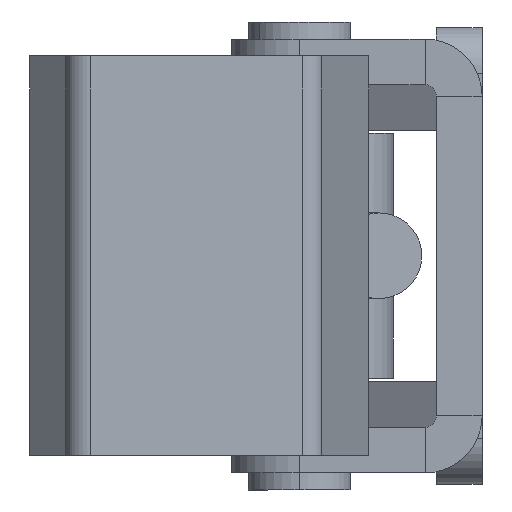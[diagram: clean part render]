
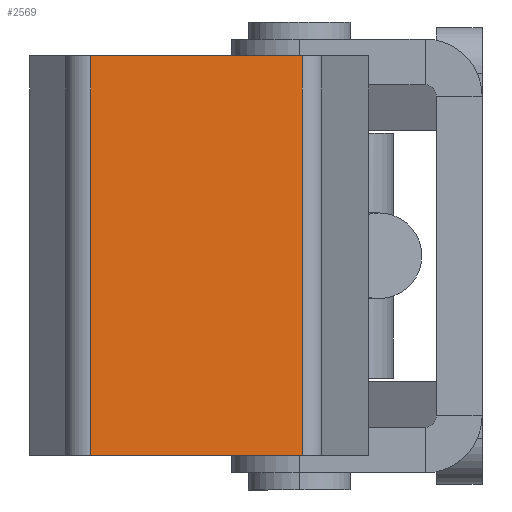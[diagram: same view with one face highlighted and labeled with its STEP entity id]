
A CAD part, left-side view. The second image highlights one B-rep face of the part: STEP entity #2569.
In plain terms, the highlighted face is planar.
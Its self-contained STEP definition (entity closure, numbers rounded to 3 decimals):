
#163 = VERTEX_POINT ( 'NONE', #3418 ) ;
#217 = CARTESIAN_POINT ( 'NONE',  ( 67.176, -29., 17.5 ) ) ;
#264 = PLANE ( 'NONE',  #4030 ) ;
#440 = LINE ( 'NONE', #4159, #3200 ) ;
#502 = EDGE_CURVE ( 'NONE', #927, #576, #440, .T. ) ;
#576 = VERTEX_POINT ( 'NONE', #4392 ) ;
#658 = EDGE_CURVE ( 'NONE', #163, #927, #1791, .T. ) ;
#830 = VECTOR ( 'NONE', #3690, 1000. ) ;
#927 = VERTEX_POINT ( 'NONE', #1354 ) ;
#1352 = VECTOR ( 'NONE', #4520, 1000. ) ;
#1354 = CARTESIAN_POINT ( 'NONE',  ( 67.176, -10.37, 17.5 ) ) ;
#1526 = DIRECTION ( 'NONE',  ( 0., 0., -1. ) ) ;
#1715 = CARTESIAN_POINT ( 'NONE',  ( 67.176, -29., -17.5 ) ) ;
#1717 = DIRECTION ( 'NONE',  ( -1., 0., 0. ) ) ;
#1757 = ORIENTED_EDGE ( 'NONE', *, *, #2730, .T. ) ;
#1765 = ORIENTED_EDGE ( 'NONE', *, *, #502, .F. ) ;
#1791 = LINE ( 'NONE', #3339, #830 ) ;
#2356 = CARTESIAN_POINT ( 'NONE',  ( 67.176, -29., -17.5 ) ) ;
#2415 = DIRECTION ( 'NONE',  ( 0., 0., 1. ) ) ;
#2489 = EDGE_LOOP ( 'NONE', ( #1757, #1765, #4488, #3254 ) ) ;
#2569 = ADVANCED_FACE ( 'NONE', ( #4669 ), #264, .F. ) ;
#2730 = EDGE_CURVE ( 'NONE', #3542, #576, #3478, .T. ) ;
#3167 = EDGE_CURVE ( 'NONE', #163, #3542, #4428, .T. ) ;
#3200 = VECTOR ( 'NONE', #4503, 1000. ) ;
#3254 = ORIENTED_EDGE ( 'NONE', *, *, #3167, .T. ) ;
#3339 = CARTESIAN_POINT ( 'NONE',  ( 67.176, -29., 17.5 ) ) ;
#3418 = CARTESIAN_POINT ( 'NONE',  ( 67.176, -29., 17.5 ) ) ;
#3470 = VECTOR ( 'NONE', #1526, 1000. ) ;
#3478 = LINE ( 'NONE', #2356, #1352 ) ;
#3542 = VERTEX_POINT ( 'NONE', #1715 ) ;
#3690 = DIRECTION ( 'NONE',  ( 0., 1., 0. ) ) ;
#4030 = AXIS2_PLACEMENT_3D ( 'NONE', #217, #1717, #2415 ) ;
#4051 = CARTESIAN_POINT ( 'NONE',  ( 67.176, -29., 17.5 ) ) ;
#4159 = CARTESIAN_POINT ( 'NONE',  ( 67.176, -10.37, 17.5 ) ) ;
#4392 = CARTESIAN_POINT ( 'NONE',  ( 67.176, -10.37, -17.5 ) ) ;
#4428 = LINE ( 'NONE', #4051, #3470 ) ;
#4488 = ORIENTED_EDGE ( 'NONE', *, *, #658, .F. ) ;
#4503 = DIRECTION ( 'NONE',  ( 0., 0., -1. ) ) ;
#4520 = DIRECTION ( 'NONE',  ( 0., 1., 0. ) ) ;
#4669 = FACE_OUTER_BOUND ( 'NONE', #2489, .T. ) ;
